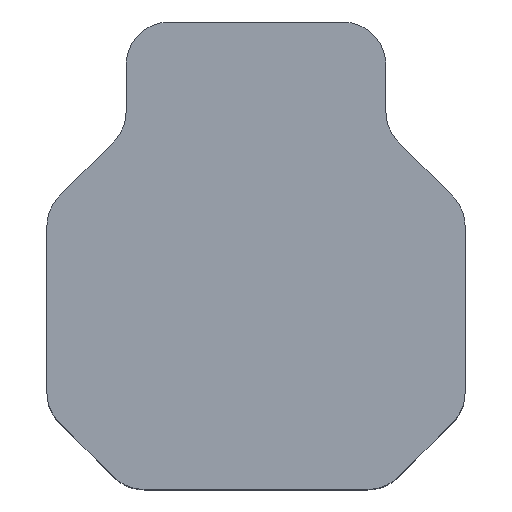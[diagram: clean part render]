
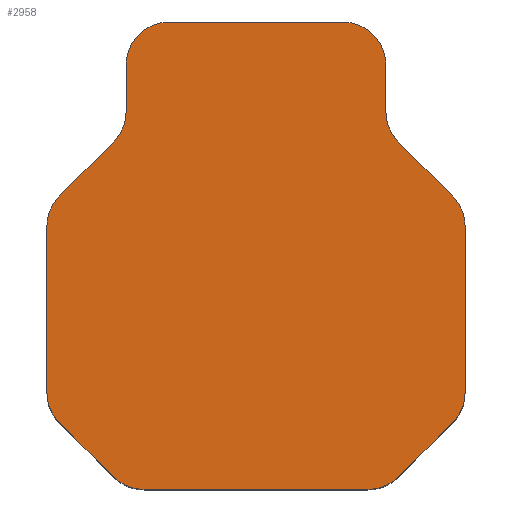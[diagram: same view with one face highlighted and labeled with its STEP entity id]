
A CAD part, top view. The second image highlights one B-rep face of the part: STEP entity #2958.
In plain terms, the highlighted planar face has unit normal (0, 0, 1).
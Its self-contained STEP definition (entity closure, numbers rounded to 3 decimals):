
#372=CARTESIAN_POINT('',(-4.379,-4.73,2.));
#373=DIRECTION('',(0.,0.,1.));
#374=DIRECTION('',(-0.707,-0.707,0.));
#375=AXIS2_PLACEMENT_3D('',#372,#373,#374);
#377=DIRECTION('',(0.707,-0.707,0.));
#378=VECTOR('',#377,2.646);
#379=CARTESIAN_POINT('',(-7.311,-3.919,2.));
#380=LINE('',#379,#378);
#381=CARTESIAN_POINT('',(-6.25,-2.859,2.));
#382=DIRECTION('',(0.,0.,1.));
#383=DIRECTION('',(-1.,0.,0.));
#384=AXIS2_PLACEMENT_3D('',#381,#382,#383);
#386=DIRECTION('',(0.,-1.,0.));
#387=VECTOR('',#386,5.737);
#388=CARTESIAN_POINT('',(-7.75,2.879,2.));
#389=LINE('',#388,#387);
#390=CARTESIAN_POINT('',(-6.25,2.879,2.));
#391=DIRECTION('',(0.,0.,1.));
#392=DIRECTION('',(-0.707,0.707,0.));
#393=AXIS2_PLACEMENT_3D('',#390,#391,#392);
#395=DIRECTION('',(-0.707,-0.707,0.));
#396=VECTOR('',#395,2.646);
#397=CARTESIAN_POINT('',(-5.439,5.811,2.));
#398=LINE('',#397,#396);
#399=DIRECTION('',(0.,-1.,0.));
#400=VECTOR('',#399,1.599);
#401=CARTESIAN_POINT('',(-5.,8.47,2.));
#402=LINE('',#401,#400);
#403=CARTESIAN_POINT('',(-3.5,8.47,2.));
#404=DIRECTION('',(0.,0.,1.));
#405=DIRECTION('',(0.,1.,0.));
#406=AXIS2_PLACEMENT_3D('',#403,#404,#405);
#408=DIRECTION('',(-1.,0.,0.));
#409=VECTOR('',#408,6.);
#410=CARTESIAN_POINT('',(2.5,9.97,2.));
#411=LINE('',#410,#409);
#412=CARTESIAN_POINT('',(2.5,8.47,2.));
#413=DIRECTION('',(0.,0.,1.));
#414=DIRECTION('',(1.,0.,0.));
#415=AXIS2_PLACEMENT_3D('',#412,#413,#414);
#417=DIRECTION('',(0.,-1.,0.));
#418=VECTOR('',#417,1.599);
#419=CARTESIAN_POINT('',(4.,8.47,2.));
#420=LINE('',#419,#418);
#421=DIRECTION('',(-0.707,0.707,0.));
#422=VECTOR('',#421,2.646);
#423=CARTESIAN_POINT('',(6.311,3.939,2.));
#424=LINE('',#423,#422);
#425=CARTESIAN_POINT('',(5.25,2.879,2.));
#426=DIRECTION('',(0.,0.,1.));
#427=DIRECTION('',(1.,0.,0.));
#428=AXIS2_PLACEMENT_3D('',#425,#426,#427);
#430=DIRECTION('',(0.,1.,0.));
#431=VECTOR('',#430,5.737);
#432=CARTESIAN_POINT('',(6.75,-2.859,2.));
#433=LINE('',#432,#431);
#434=CARTESIAN_POINT('',(5.25,-2.859,2.));
#435=DIRECTION('',(0.,0.,1.));
#436=DIRECTION('',(0.707,-0.707,0.));
#437=AXIS2_PLACEMENT_3D('',#434,#435,#436);
#439=DIRECTION('',(0.707,0.707,0.));
#440=VECTOR('',#439,2.646);
#441=CARTESIAN_POINT('',(4.439,-5.791,2.));
#442=LINE('',#441,#440);
#443=CARTESIAN_POINT('',(3.379,-4.73,2.));
#444=DIRECTION('',(0.,0.,1.));
#445=DIRECTION('',(0.,-1.,0.));
#446=AXIS2_PLACEMENT_3D('',#443,#444,#445);
#448=DIRECTION('',(1.,0.,0.));
#449=VECTOR('',#448,7.757);
#450=CARTESIAN_POINT('',(-4.379,-6.23,2.));
#451=LINE('',#450,#449);
#473=CARTESIAN_POINT('',(-6.5,6.871,2.));
#474=DIRECTION('',(0.,0.,-1.));
#475=DIRECTION('',(1.,0.,0.));
#476=AXIS2_PLACEMENT_3D('',#473,#474,#475);
#507=CARTESIAN_POINT('',(5.5,6.871,2.));
#508=DIRECTION('',(0.,0.,-1.));
#509=DIRECTION('',(-0.707,-0.707,0.));
#510=AXIS2_PLACEMENT_3D('',#507,#508,#509);
#2326=CARTESIAN_POINT('',(-5.439,5.811,2.));
#2328=VERTEX_POINT('',#2326);
#2330=CARTESIAN_POINT('',(-5.,6.871,2.));
#2332=VERTEX_POINT('',#2330);
#2334=CARTESIAN_POINT('',(4.,6.871,2.));
#2336=VERTEX_POINT('',#2334);
#2338=CARTESIAN_POINT('',(4.439,5.811,2.));
#2340=VERTEX_POINT('',#2338);
#2345=CARTESIAN_POINT('',(-5.439,-5.791,2.));
#2346=VERTEX_POINT('',#2345);
#2347=CARTESIAN_POINT('',(-4.379,-6.23,2.));
#2348=VERTEX_POINT('',#2347);
#2349=CARTESIAN_POINT('',(-7.75,-2.859,2.));
#2350=CARTESIAN_POINT('',(-7.311,-3.919,2.));
#2351=VERTEX_POINT('',#2349);
#2352=VERTEX_POINT('',#2350);
#2361=CARTESIAN_POINT('',(-7.311,3.939,2.));
#2362=VERTEX_POINT('',#2361);
#2363=CARTESIAN_POINT('',(-7.75,2.879,2.));
#2364=VERTEX_POINT('',#2363);
#2365=CARTESIAN_POINT('',(-3.5,9.97,2.));
#2366=CARTESIAN_POINT('',(-5.,8.47,2.));
#2367=VERTEX_POINT('',#2365);
#2368=VERTEX_POINT('',#2366);
#2377=CARTESIAN_POINT('',(4.,8.47,2.));
#2378=VERTEX_POINT('',#2377);
#2379=CARTESIAN_POINT('',(2.5,9.97,2.));
#2380=VERTEX_POINT('',#2379);
#2381=CARTESIAN_POINT('',(6.75,2.879,2.));
#2382=CARTESIAN_POINT('',(6.311,3.939,2.));
#2383=VERTEX_POINT('',#2381);
#2384=VERTEX_POINT('',#2382);
#2393=CARTESIAN_POINT('',(6.311,-3.919,2.));
#2394=VERTEX_POINT('',#2393);
#2395=CARTESIAN_POINT('',(6.75,-2.859,2.));
#2396=VERTEX_POINT('',#2395);
#2397=CARTESIAN_POINT('',(3.379,-6.23,2.));
#2398=CARTESIAN_POINT('',(4.439,-5.791,2.));
#2399=VERTEX_POINT('',#2397);
#2400=VERTEX_POINT('',#2398);
#2914=CARTESIAN_POINT('',(-0.5,0.,2.));
#2915=DIRECTION('',(0.,0.,1.));
#2916=DIRECTION('',(1.,0.,0.));
#2917=AXIS2_PLACEMENT_3D('',#2914,#2915,#2916);
#2918=PLANE('',#2917);
#2919=ORIENTED_EDGE('',*,*,#2858,.F.);
#2920=ORIENTED_EDGE('',*,*,#2881,.F.);
#2921=ORIENTED_EDGE('',*,*,#2898,.F.);
#2923=ORIENTED_EDGE('',*,*,#2922,.F.);
#2925=ORIENTED_EDGE('',*,*,#2924,.F.);
#2927=ORIENTED_EDGE('',*,*,#2926,.F.);
#2929=ORIENTED_EDGE('',*,*,#2928,.F.);
#2931=ORIENTED_EDGE('',*,*,#2930,.F.);
#2933=ORIENTED_EDGE('',*,*,#2932,.F.);
#2935=ORIENTED_EDGE('',*,*,#2934,.F.);
#2937=ORIENTED_EDGE('',*,*,#2936,.F.);
#2939=ORIENTED_EDGE('',*,*,#2938,.T.);
#2941=ORIENTED_EDGE('',*,*,#2940,.F.);
#2943=ORIENTED_EDGE('',*,*,#2942,.F.);
#2945=ORIENTED_EDGE('',*,*,#2944,.F.);
#2947=ORIENTED_EDGE('',*,*,#2946,.F.);
#2949=ORIENTED_EDGE('',*,*,#2948,.F.);
#2951=ORIENTED_EDGE('',*,*,#2950,.F.);
#2953=ORIENTED_EDGE('',*,*,#2952,.F.);
#2955=ORIENTED_EDGE('',*,*,#2954,.F.);
#2956=EDGE_LOOP('',(#2919,#2920,#2921,#2923,#2925,#2927,#2929,#2931,#2933,#2935,
#2937,#2939,#2941,#2943,#2945,#2947,#2949,#2951,#2953,#2955));
#2957=FACE_OUTER_BOUND('',#2956,.F.);
#376=CIRCLE('',#375,1.5);
#385=CIRCLE('',#384,1.5);
#394=CIRCLE('',#393,1.5);
#407=CIRCLE('',#406,1.5);
#416=CIRCLE('',#415,1.5);
#429=CIRCLE('',#428,1.5);
#438=CIRCLE('',#437,1.5);
#447=CIRCLE('',#446,1.5);
#477=CIRCLE('',#476,1.5);
#511=CIRCLE('',#510,1.5);
#2858=EDGE_CURVE('',#2346,#2348,#376,.T.);
#2881=EDGE_CURVE('',#2352,#2346,#380,.T.);
#2898=EDGE_CURVE('',#2351,#2352,#385,.T.);
#2922=EDGE_CURVE('',#2364,#2351,#389,.T.);
#2924=EDGE_CURVE('',#2362,#2364,#394,.T.);
#2926=EDGE_CURVE('',#2328,#2362,#398,.T.);
#2928=EDGE_CURVE('',#2332,#2328,#477,.T.);
#2930=EDGE_CURVE('',#2368,#2332,#402,.T.);
#2932=EDGE_CURVE('',#2367,#2368,#407,.T.);
#2934=EDGE_CURVE('',#2380,#2367,#411,.T.);
#2936=EDGE_CURVE('',#2378,#2380,#416,.T.);
#2938=EDGE_CURVE('',#2378,#2336,#420,.T.);
#2940=EDGE_CURVE('',#2340,#2336,#511,.T.);
#2942=EDGE_CURVE('',#2384,#2340,#424,.T.);
#2944=EDGE_CURVE('',#2383,#2384,#429,.T.);
#2946=EDGE_CURVE('',#2396,#2383,#433,.T.);
#2948=EDGE_CURVE('',#2394,#2396,#438,.T.);
#2950=EDGE_CURVE('',#2400,#2394,#442,.T.);
#2952=EDGE_CURVE('',#2399,#2400,#447,.T.);
#2954=EDGE_CURVE('',#2348,#2399,#451,.T.);
#2958=ADVANCED_FACE('',(#2957),#2918,.T.);
